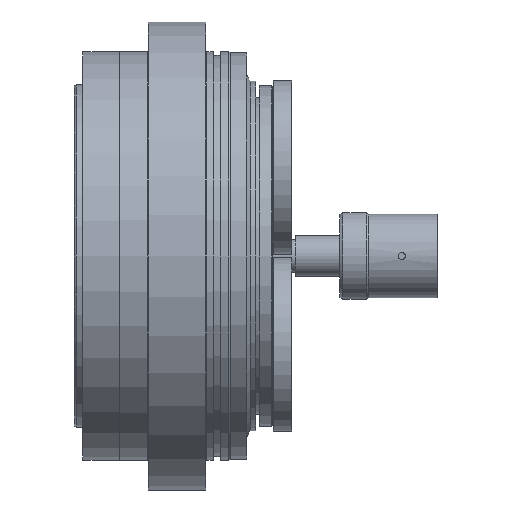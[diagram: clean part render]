
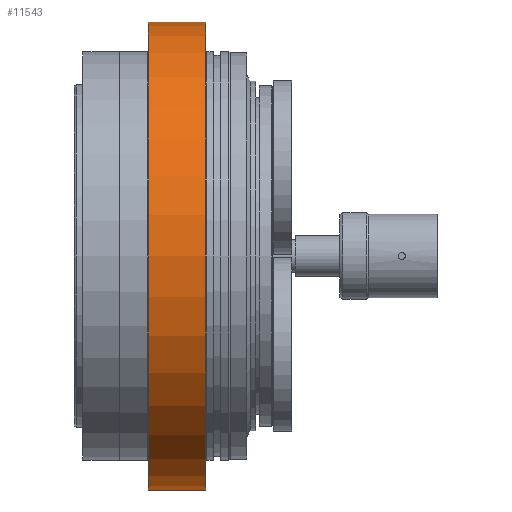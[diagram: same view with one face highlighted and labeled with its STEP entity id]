
A CAD part, front view. The second image highlights one B-rep face of the part: STEP entity #11543.
In plain terms, the highlighted cylindrical face has radius 162.5 mm (diameter 325 mm), a full revolution.
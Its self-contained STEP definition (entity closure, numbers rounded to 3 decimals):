
#1110=LINE('',#20133,#1613);
#1613=VECTOR('',#16241,162.5);
#1886=CYLINDRICAL_SURFACE('',#12977,162.5);
#2539=FACE_OUTER_BOUND('',#3464,.T.);
#3464=EDGE_LOOP('',(#9671,#9672,#9673,#9674));
#4230=CIRCLE('',#12860,162.5);
#4262=CIRCLE('',#12895,162.5);
#5342=VERTEX_POINT('',#19909);
#5373=VERTEX_POINT('',#19976);
#6750=EDGE_CURVE('',#5342,#5342,#4230,.T.);
#6783=EDGE_CURVE('',#5373,#5373,#4262,.T.);
#6857=EDGE_CURVE('',#5373,#5342,#1110,.T.);
#9671=ORIENTED_EDGE('',*,*,#6783,.F.);
#9672=ORIENTED_EDGE('',*,*,#6857,.T.);
#9673=ORIENTED_EDGE('',*,*,#6750,.T.);
#9674=ORIENTED_EDGE('',*,*,#6857,.F.);
#11543=ADVANCED_FACE('',(#2539),#1886,.T.);
#12860=AXIS2_PLACEMENT_3D('',#19910,#15969,#15970);
#12895=AXIS2_PLACEMENT_3D('',#19977,#16040,#16041);
#12977=AXIS2_PLACEMENT_3D('',#20132,#16239,#16240);
#15969=DIRECTION('center_axis',(-1.,0.,0.));
#15970=DIRECTION('ref_axis',(0.,-1.,0.));
#16040=DIRECTION('center_axis',(-1.,0.,0.));
#16041=DIRECTION('ref_axis',(0.,-1.,0.));
#16239=DIRECTION('center_axis',(-1.,0.,0.));
#16240=DIRECTION('ref_axis',(0.,-1.,0.));
#16241=DIRECTION('',(1.,0.,0.));
#19909=CARTESIAN_POINT('',(91.5,162.5,0.));
#19910=CARTESIAN_POINT('Origin',(91.5,0.,0.));
#19976=CARTESIAN_POINT('',(51.5,162.5,0.));
#19977=CARTESIAN_POINT('Origin',(51.5,0.,0.));
#20132=CARTESIAN_POINT('Origin',(91.5,0.,0.));
#20133=CARTESIAN_POINT('',(91.5,162.5,0.));
